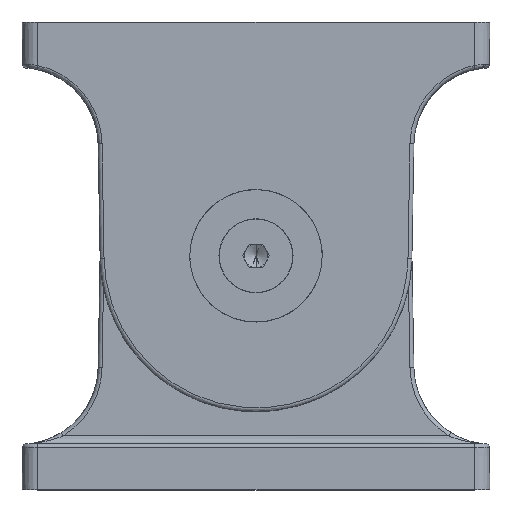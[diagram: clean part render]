
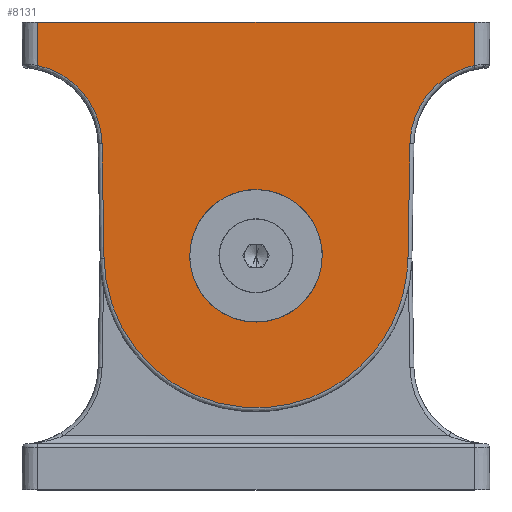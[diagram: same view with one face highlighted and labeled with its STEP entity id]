
A CAD part, top view. The second image highlights one B-rep face of the part: STEP entity #8131.
In plain terms, the highlighted face is planar.
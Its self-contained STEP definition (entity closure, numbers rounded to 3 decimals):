
#158 = CARTESIAN_POINT ( 'NONE',  ( 19.757, 15.642, -14.863 ) ) ;
#203 = CARTESIAN_POINT ( 'NONE',  ( 23.053, 6.658, -14.942 ) ) ;
#287 = ORIENTED_EDGE ( 'NONE', *, *, #7305, .T. ) ;
#359 = VERTEX_POINT ( 'NONE', #11320 ) ;
#686 = CARTESIAN_POINT ( 'NONE',  ( -8.5, 47., -14.59 ) ) ;
#802 = CARTESIAN_POINT ( 'NONE',  ( 8.5, 30., -14.738 ) ) ;
#854 = CARTESIAN_POINT ( 'NONE',  ( -19.5, 30.345, -14.735 ) ) ;
#952 = FACE_OUTER_BOUND ( 'NONE', #6229, .T. ) ;
#994 = VERTEX_POINT ( 'NONE', #8097 ) ;
#1108 = CARTESIAN_POINT ( 'NONE',  ( 8.5, 47., -14.59 ) ) ;
#1493 = FACE_BOUND ( 'NONE', #13320, .T. ) ;
#1889 = DIRECTION ( 'NONE',  ( 0., 0.009, -1. ) ) ;
#2170 =( BOUNDED_CURVE ( )  B_SPLINE_CURVE ( 3, ( #13491, #13635, #13384, #13341 ),
 .UNSPECIFIED., .F., .T. ) 
 B_SPLINE_CURVE_WITH_KNOTS ( ( 4, 4 ),
 ( 1.588, 4.695 ),
 .UNSPECIFIED. ) 
 CURVE ( )  GEOMETRIC_REPRESENTATION_ITEM ( )  RATIONAL_B_SPLINE_CURVE ( ( 1., 0.345, 0.345, 1. ) ) 
 REPRESENTATION_ITEM ( '' )  );
#2281 = CARTESIAN_POINT ( 'NONE',  ( 19.757, 15.638, -14.864 ) ) ;
#2370 = VERTEX_POINT ( 'NONE', #158 ) ;
#2439 = CARTESIAN_POINT ( 'NONE',  ( -8.5, 30., -14.738 ) ) ;
#3055 = VERTEX_POINT ( 'NONE', #7161 ) ;
#3907 =( BOUNDED_CURVE ( )  B_SPLINE_CURVE ( 3, ( #802, #1108, #686, #2439 ),
 .UNSPECIFIED., .F., .T. ) 
 B_SPLINE_CURVE_WITH_KNOTS ( ( 4, 4 ),
 ( 1.571, 4.712 ),
 .UNSPECIFIED. ) 
 CURVE ( )  GEOMETRIC_REPRESENTATION_ITEM ( )  RATIONAL_B_SPLINE_CURVE ( ( 1., 0.333, 0.333, 1. ) ) 
 REPRESENTATION_ITEM ( '' )  );
#4158 = CARTESIAN_POINT ( 'NONE',  ( -28., 0., -15. ) ) ;
#4398 = CARTESIAN_POINT ( 'NONE',  ( -19.757, 15.642, -14.863 ) ) ;
#4609 = CARTESIAN_POINT ( 'NONE',  ( -8.5, 30., -14.738 ) ) ;
#4667 = VERTEX_POINT ( 'NONE', #854 ) ;
#4705 = CARTESIAN_POINT ( 'NONE',  ( -28., 0., -15. ) ) ;
#4881 = CARTESIAN_POINT ( 'NONE',  ( -19.845, 10.578, -14.908 ) ) ;
#5144 = LINE ( 'NONE', #11814, #13566 ) ;
#5769 = CARTESIAN_POINT ( 'NONE',  ( -8.5, 13., -14.887 ) ) ;
#5856 = DIRECTION ( 'NONE',  ( 0., 1., 0.009 ) ) ;
#5967 = CARTESIAN_POINT ( 'NONE',  ( 19.757, 15.642, -14.863 ) ) ;
#5990 = VERTEX_POINT ( 'NONE', #13141 ) ;
#6019 = EDGE_CURVE ( 'NONE', #4667, #359, #2170, .T. ) ;
#6229 = EDGE_LOOP ( 'NONE', ( #10931, #287, #11329, #11488, #11738, #11873, #11519, #12271 ) ) ;
#6566 = CARTESIAN_POINT ( 'NONE',  ( -28., 5.57, -14.951 ) ) ;
#6698 = EDGE_CURVE ( 'NONE', #994, #6965, #3907, .T. ) ;
#6709 = VECTOR ( 'NONE', #5856, 1000. ) ;
#6756 = VERTEX_POINT ( 'NONE', #4398 ) ;
#6917 = CARTESIAN_POINT ( 'NONE',  ( 8.5, 13., -14.887 ) ) ;
#6965 = VERTEX_POINT ( 'NONE', #13630 ) ;
#7097 = EDGE_CURVE ( 'NONE', #3055, #5990, #9851, .T. ) ;
#7161 = CARTESIAN_POINT ( 'NONE',  ( 28., 5.57, -14.951 ) ) ;
#7268 = LINE ( 'NONE', #4705, #6709 ) ;
#7305 = EDGE_CURVE ( 'NONE', #11398, #6756, #7796, .T. ) ;
#7516 = DIRECTION ( 'NONE',  ( 0., -1., -0.009 ) ) ;
#7796 =( BOUNDED_CURVE ( )  B_SPLINE_CURVE ( 3, ( #10457, #13578, #4881, #12766 ),
 .UNSPECIFIED., .F., .T. ) 
 B_SPLINE_CURVE_WITH_KNOTS ( ( 4, 4 ),
 ( 0.216, 1.553 ),
 .UNSPECIFIED. ) 
 CURVE ( )  GEOMETRIC_REPRESENTATION_ITEM ( )  RATIONAL_B_SPLINE_CURVE ( ( 1., 0.857, 0.857, 1. ) ) 
 REPRESENTATION_ITEM ( '' )  );
#7834 = EDGE_CURVE ( 'NONE', #13020, #11398, #7268, .T. ) ;
#7919 = ORIENTED_EDGE ( 'NONE', *, *, #11540, .T. ) ;
#8010 = DIRECTION ( 'NONE',  ( 0.017, -1., -0.009 ) ) ;
#8097 = CARTESIAN_POINT ( 'NONE',  ( 8.5, 30., -14.738 ) ) ;
#8131 = ADVANCED_FACE ( 'NONE', ( #1493, #952 ), #12018, .T. ) ;
#8263 = EDGE_CURVE ( 'NONE', #359, #2370, #13791, .T. ) ;
#8271 = CARTESIAN_POINT ( 'NONE',  ( 28., 5.57, -14.951 ) ) ;
#8409 = AXIS2_PLACEMENT_3D ( 'NONE', #13116, #1889, #9807 ) ;
#8455 = EDGE_CURVE ( 'NONE', #6756, #4667, #12205, .T. ) ;
#8519 = DIRECTION ( 'NONE',  ( 0.017, 1., 0.009 ) ) ;
#8568 = ORIENTED_EDGE ( 'NONE', *, *, #6698, .T. ) ;
#8849 =( BOUNDED_CURVE ( )  B_SPLINE_CURVE ( 3, ( #5967, #12712, #203, #8271 ),
 .UNSPECIFIED., .F., .T. ) 
 B_SPLINE_CURVE_WITH_KNOTS ( ( 4, 4 ),
 ( 4.73, 6.067 ),
 .UNSPECIFIED. ) 
 CURVE ( )  GEOMETRIC_REPRESENTATION_ITEM ( )  RATIONAL_B_SPLINE_CURVE ( ( 1., 0.857, 0.857, 1. ) ) 
 REPRESENTATION_ITEM ( '' )  );
#9586 = CARTESIAN_POINT ( 'NONE',  ( -19.5, 30.34, -14.735 ) ) ;
#9674 = VECTOR ( 'NONE', #7516, 1000. ) ;
#9807 = DIRECTION ( 'NONE',  ( 0., 1., 0.009 ) ) ;
#9851 = LINE ( 'NONE', #13897, #9674 ) ;
#10457 = CARTESIAN_POINT ( 'NONE',  ( -28., 5.57, -14.951 ) ) ;
#10616 = EDGE_CURVE ( 'NONE', #2370, #3055, #8849, .T. ) ;
#10931 = ORIENTED_EDGE ( 'NONE', *, *, #7834, .T. ) ;
#11264 =( BOUNDED_CURVE ( )  B_SPLINE_CURVE ( 3, ( #4609, #5769, #6917, #14101 ),
 .UNSPECIFIED., .F., .T. ) 
 B_SPLINE_CURVE_WITH_KNOTS ( ( 4, 4 ),
 ( 4.712, 7.854 ),
 .UNSPECIFIED. ) 
 CURVE ( )  GEOMETRIC_REPRESENTATION_ITEM ( )  RATIONAL_B_SPLINE_CURVE ( ( 1., 0.333, 0.333, 1. ) ) 
 REPRESENTATION_ITEM ( '' )  );
#11320 = CARTESIAN_POINT ( 'NONE',  ( 19.5, 30.345, -14.735 ) ) ;
#11329 = ORIENTED_EDGE ( 'NONE', *, *, #8455, .T. ) ;
#11398 = VERTEX_POINT ( 'NONE', #6566 ) ;
#11488 = ORIENTED_EDGE ( 'NONE', *, *, #6019, .T. ) ;
#11519 = ORIENTED_EDGE ( 'NONE', *, *, #7097, .T. ) ;
#11540 = EDGE_CURVE ( 'NONE', #6965, #994, #11264, .T. ) ;
#11643 = VECTOR ( 'NONE', #8519, 1000. ) ;
#11738 = ORIENTED_EDGE ( 'NONE', *, *, #8263, .T. ) ;
#11814 = CARTESIAN_POINT ( 'NONE',  ( 30., 0., -15. ) ) ;
#11873 = ORIENTED_EDGE ( 'NONE', *, *, #10616, .T. ) ;
#12018 = PLANE ( 'NONE',  #8409 ) ;
#12205 = LINE ( 'NONE', #9586, #11643 ) ;
#12271 = ORIENTED_EDGE ( 'NONE', *, *, #12834, .T. ) ;
#12712 = CARTESIAN_POINT ( 'NONE',  ( 19.845, 10.578, -14.908 ) ) ;
#12766 = CARTESIAN_POINT ( 'NONE',  ( -19.757, 15.642, -14.863 ) ) ;
#12834 = EDGE_CURVE ( 'NONE', #5990, #13020, #5144, .T. ) ;
#13020 = VERTEX_POINT ( 'NONE', #4158 ) ;
#13116 = CARTESIAN_POINT ( 'NONE',  ( 30., 0., -15. ) ) ;
#13141 = CARTESIAN_POINT ( 'NONE',  ( 28., 0., -15. ) ) ;
#13320 = EDGE_LOOP ( 'NONE', ( #7919, #8568 ) ) ;
#13341 = CARTESIAN_POINT ( 'NONE',  ( 19.5, 30.345, -14.735 ) ) ;
#13384 = CARTESIAN_POINT ( 'NONE',  ( 18.842, 68.024, -14.406 ) ) ;
#13491 = CARTESIAN_POINT ( 'NONE',  ( -19.5, 30.345, -14.735 ) ) ;
#13566 = VECTOR ( 'NONE', #13755, 1000. ) ;
#13578 = CARTESIAN_POINT ( 'NONE',  ( -23.053, 6.658, -14.942 ) ) ;
#13630 = CARTESIAN_POINT ( 'NONE',  ( -8.5, 30., -14.738 ) ) ;
#13635 = CARTESIAN_POINT ( 'NONE',  ( -18.842, 68.024, -14.406 ) ) ;
#13755 = DIRECTION ( 'NONE',  ( -1., 0., 0. ) ) ;
#13791 = LINE ( 'NONE', #2281, #14096 ) ;
#13897 = CARTESIAN_POINT ( 'NONE',  ( 28., 0., -15. ) ) ;
#14096 = VECTOR ( 'NONE', #8010, 1000. ) ;
#14101 = CARTESIAN_POINT ( 'NONE',  ( 8.5, 30., -14.738 ) ) ;
